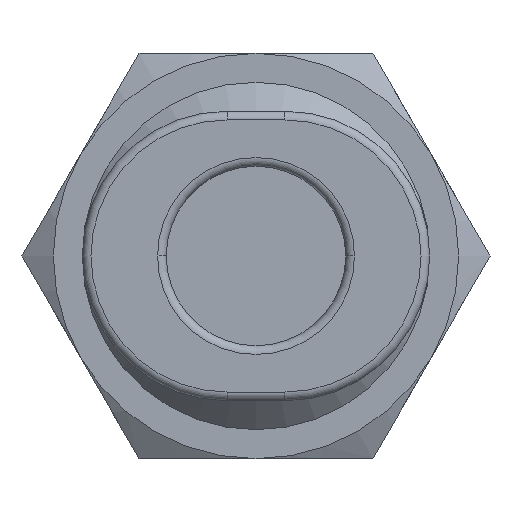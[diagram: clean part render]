
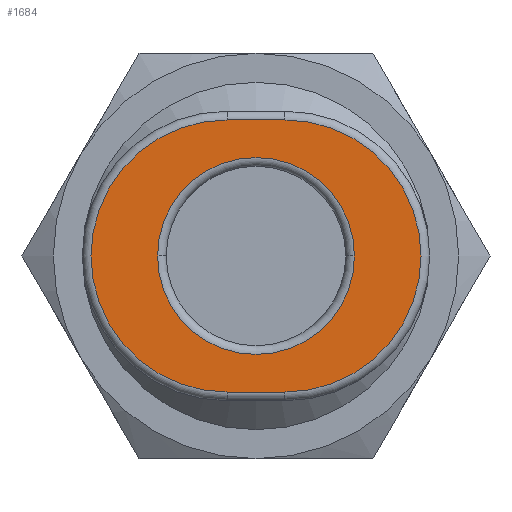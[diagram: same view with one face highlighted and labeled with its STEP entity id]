
A CAD part, front view. The second image highlights one B-rep face of the part: STEP entity #1684.
In plain terms, the highlighted planar face has unit normal (0, -1, 0).
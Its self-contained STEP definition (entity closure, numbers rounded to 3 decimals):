
#627=CARTESIAN_POINT('',(3.4,-14.,0.));
#628=VERTEX_POINT('',#627);
#636=CARTESIAN_POINT('',(-3.4,-14.,0.));
#637=VERTEX_POINT('',#636);
#638=CARTESIAN_POINT('',(0.0,-14.,0.0));
#639=DIRECTION('',(0.0,-1.0,0.0));
#640=DIRECTION('',(1.0,0.0,0.0));
#641=AXIS2_PLACEMENT_3D('',#638,#639,#640);
#642=CIRCLE('',#641,3.4);
#643=EDGE_CURVE('',#628,#637,#642,.T.);
#1480=CARTESIAN_POINT('',(1.,-14.,4.7));
#1481=VERTEX_POINT('',#1480);
#1482=CARTESIAN_POINT('',(1.0,-14.,-4.7));
#1483=VERTEX_POINT('',#1482);
#1484=CARTESIAN_POINT('',(1.0,-14.,0.0));
#1485=DIRECTION('',(0.,1.0,0.));
#1486=DIRECTION('',(1.0,0.,0.));
#1487=AXIS2_PLACEMENT_3D('',#1484,#1485,#1486);
#1488=CIRCLE('',#1487,4.7);
#1489=EDGE_CURVE('',#1481,#1483,#1488,.T.);
#1524=CARTESIAN_POINT('',(-1.0,-14.,-4.7));
#1525=VERTEX_POINT('',#1524);
#1526=CARTESIAN_POINT('',(1.0,-14.,-4.7));
#1527=DIRECTION('',(-1.0,0.0,0.0));
#1528=VECTOR('',#1527,2.0);
#1529=LINE('',#1526,#1528);
#1530=EDGE_CURVE('',#1483,#1525,#1529,.T.);
#1564=CARTESIAN_POINT('',(-1.,-14.,4.7));
#1565=VERTEX_POINT('',#1564);
#1573=CARTESIAN_POINT('',(-1.,-14.,4.7));
#1574=DIRECTION('',(1.0,0.0,0.0));
#1575=VECTOR('',#1574,2.);
#1576=LINE('',#1573,#1575);
#1577=EDGE_CURVE('',#1565,#1481,#1576,.T.);
#1588=CARTESIAN_POINT('',(-1.0,-14.,0.0));
#1589=DIRECTION('',(0.0,1.0,0.0));
#1590=DIRECTION('',(-1.0,0.0,0.0));
#1591=AXIS2_PLACEMENT_3D('',#1588,#1589,#1590);
#1592=CIRCLE('',#1591,4.7);
#1593=EDGE_CURVE('',#1525,#1565,#1592,.T.);
#1663=CARTESIAN_POINT('',(0.,-14.,0.0));
#1664=DIRECTION('',(0.0,1.0,0.0));
#1665=DIRECTION('',(1.0,0.0,0.0));
#1666=AXIS2_PLACEMENT_3D('',#1663,#1664,#1665);
#1667=PLANE('',#1666);
#1668=ORIENTED_EDGE('',*,*,#1489,.F.);
#1669=ORIENTED_EDGE('',*,*,#1577,.F.);
#1670=ORIENTED_EDGE('',*,*,#1593,.F.);
#1671=ORIENTED_EDGE('',*,*,#1530,.F.);
#1672=EDGE_LOOP('',(#1668,#1669,#1670,#1671));
#1673=FACE_OUTER_BOUND('',#1672,.T.);
#1674=CARTESIAN_POINT('',(0.0,-14.,0.0));
#1675=DIRECTION('',(0.0,-1.0,0.0));
#1676=DIRECTION('',(1.0,0.0,0.0));
#1677=AXIS2_PLACEMENT_3D('',#1674,#1675,#1676);
#1678=CIRCLE('',#1677,3.4);
#1679=EDGE_CURVE('',#637,#628,#1678,.T.);
#1680=ORIENTED_EDGE('',*,*,#1679,.F.);
#1681=ORIENTED_EDGE('',*,*,#643,.F.);
#1682=EDGE_LOOP('',(#1680,#1681));
#1683=FACE_BOUND('',#1682,.T.);
#1684=ADVANCED_FACE('',(#1673,#1683),#1667,.F.);
